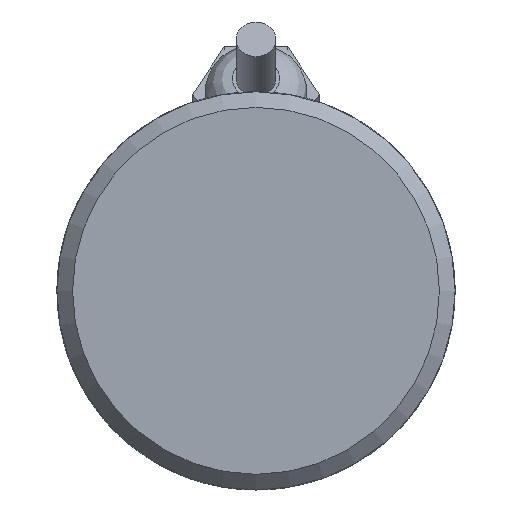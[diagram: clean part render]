
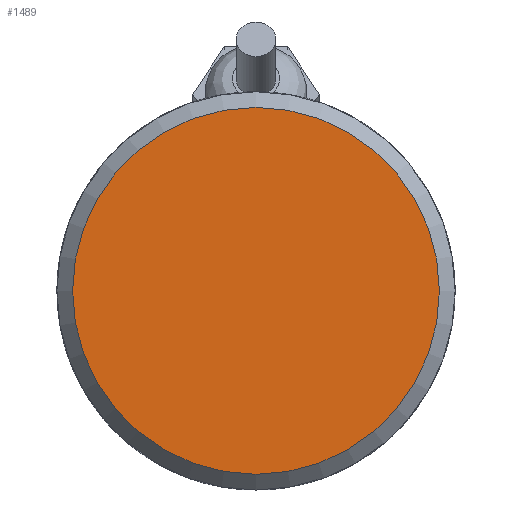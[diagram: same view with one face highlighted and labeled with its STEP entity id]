
A CAD part, left-side view. The second image highlights one B-rep face of the part: STEP entity #1489.
In plain terms, the highlighted planar face has unit normal (-1, 0, 0).
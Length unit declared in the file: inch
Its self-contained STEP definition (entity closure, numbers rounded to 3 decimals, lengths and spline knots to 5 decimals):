
#147=PLANE('',#1622);
#225=FACE_OUTER_BOUND('',#323,.T.);
#323=EDGE_LOOP('',(#1308));
#564=CIRCLE('',#1617,0.92126);
#681=VERTEX_POINT('',#4049);
#884=EDGE_CURVE('',#681,#681,#564,.T.);
#1308=ORIENTED_EDGE('',*,*,#884,.F.);
#1489=ADVANCED_FACE('',(#225),#147,.F.);
#1617=AXIS2_PLACEMENT_3D('',#4050,#1922,#1923);
#1622=AXIS2_PLACEMENT_3D('',#4487,#1941,#1942);
#1922=DIRECTION('center_axis',(1.,0.,0.));
#1923=DIRECTION('ref_axis',(0.,0.,-1.));
#1941=DIRECTION('center_axis',(1.,0.,0.));
#1942=DIRECTION('ref_axis',(0.,0.,-1.));
#4049=CARTESIAN_POINT('',(-5.44,0.,0.92126));
#4050=CARTESIAN_POINT('Origin',(-5.44,0.,0.));
#4487=CARTESIAN_POINT('Origin',(-5.44,0.,0.));
